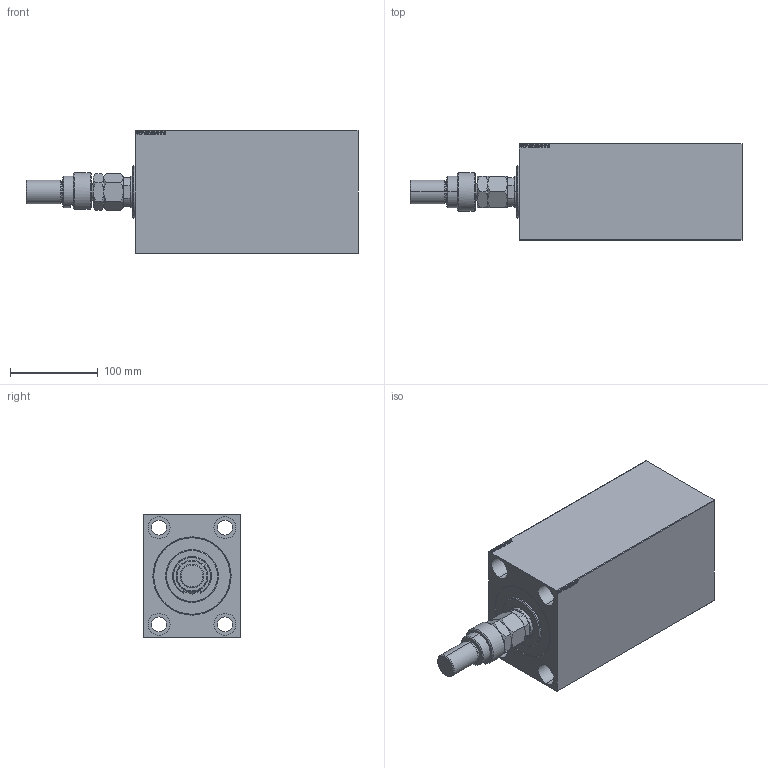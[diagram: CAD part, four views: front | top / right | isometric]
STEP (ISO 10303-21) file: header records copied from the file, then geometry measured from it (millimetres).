
FILE_DESCRIPTION (( 'STEP AP203' ), '1' );
FILE_NAME ('29ed.STEP', '2022-04-17T04:37:51', ( '' ), ( '' ), 'SwSTEP 2.0', 'SolidWorks 2019', '' );
FILE_SCHEMA (( 'CONFIG_CONTROL_DESIGN' ));
Length unit declared in the file: millimetre
Products named in the file (7): FEMALE_PART_FOR_DFA 1d0fe0e400edf03c735aef419071e0a7; 29ed; V450CM_VC_B 1d0fe0e400edf03c735aef419071e0a7; V450CM_C_VCP 1d0fe0e400edf03c735aef419071e0a7; V450CM_C_Body 1d0fe0e400edf03c735aef419071e0a7; DFA 1d0fe0e400edf03c735aef419071e0a7; MFA 1d0fe0e400edf03c735aef419071e0a7
Assembly tree (6 placements, depth 3):
  29ed
    V450CM_C_Body 1d0fe0e400edf03c735aef419071e0a7
    V450CM_C_VCP 1d0fe0e400edf03c735aef419071e0a7
    V450CM_VC_B 1d0fe0e400edf03c735aef419071e0a7
    DFA 1d0fe0e400edf03c735aef419071e0a7
      FEMALE_PART_FOR_DFA 1d0fe0e400edf03c735aef419071e0a7
      MFA 1d0fe0e400edf03c735aef419071e0a7
Bounding box: 377.5 x 110 x 140 mm (x, y, z)
Volume: 3072909.2 mm3; surface area: 368599.8 mm2
Topology: 5 solids, 5 shells, 948 faces, 2404 edges, 1577 vertices
Faces by surface type: plane 439, bspline 380, cylinder 71, cone 54, torus 4
Entity records: 46909 total; most frequent: CARTESIAN_POINT 25839, ORIENTED_EDGE 4804, DIRECTION 2954, EDGE_CURVE 2402, VERTEX_POINT 1577, LINE 1362, VECTOR 1362, EDGE_LOOP 1075
